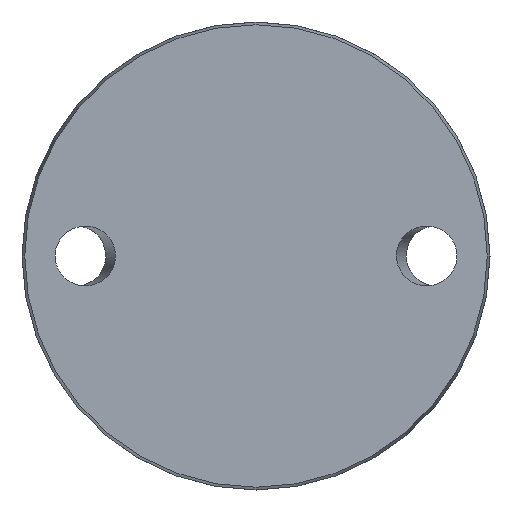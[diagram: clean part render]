
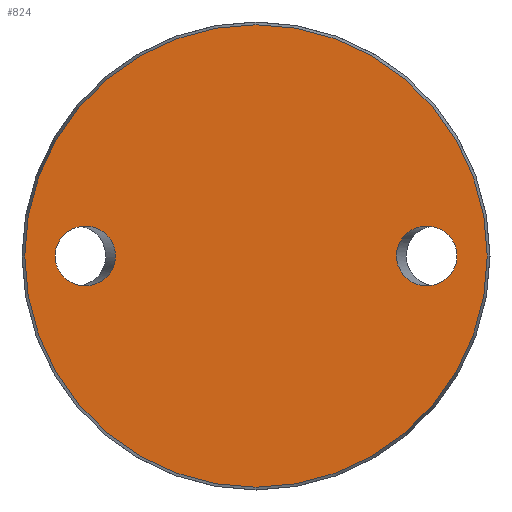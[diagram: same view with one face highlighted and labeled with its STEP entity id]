
A CAD part, front view. The second image highlights one B-rep face of the part: STEP entity #824.
In plain terms, the highlighted planar face has unit normal (0, -1, 0).
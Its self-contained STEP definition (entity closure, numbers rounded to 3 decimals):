
#2 = AXIS2_PLACEMENT_3D ( 'NONE', #46, #357, #980 ) ;
#39 = FACE_BOUND ( 'NONE', #181, .T. ) ;
#46 = CARTESIAN_POINT ( 'NONE',  ( -48.425, 0., 0. ) ) ;
#49 = CARTESIAN_POINT ( 'NONE',  ( -42.087, 0., 12.5 ) ) ;
#72 = CARTESIAN_POINT ( 'NONE',  ( 29.413, 0., 12.5 ) ) ;
#89 = VERTEX_POINT ( 'NONE', #834 ) ;
#117 = FACE_BOUND ( 'NONE', #650, .T. ) ;
#133 = DIRECTION ( 'NONE',  ( 0., -1., 0. ) ) ;
#161 = CARTESIAN_POINT ( 'NONE',  ( 29.413, 0., -12.5 ) ) ;
#179 = VERTEX_POINT ( 'NONE', #336 ) ;
#181 = EDGE_LOOP ( 'NONE', ( #296 ) ) ;
#198 = CARTESIAN_POINT ( 'NONE',  ( -42.087, 0., 0. ) ) ;
#210 = CARTESIAN_POINT ( 'NONE',  ( -29.413, 0., 12.5 ) ) ;
#211 = EDGE_CURVE ( 'NONE', #89, #89, #260, .T. ) ;
#260 = CIRCLE ( 'NONE', #816, 48.425 ) ;
#296 = ORIENTED_EDGE ( 'NONE', *, *, #933, .F. ) ;
#336 = CARTESIAN_POINT ( 'NONE',  ( 29.413, 0., 0. ) ) ;
#357 = DIRECTION ( 'NONE',  ( 0., 1., 0. ) ) ;
#367 = CARTESIAN_POINT ( 'NONE',  ( -29.413, 0., 0. ) ) ;
#402 = CARTESIAN_POINT ( 'NONE',  ( -42.087, 0., 0. ) ) ;
#434 = PLANE ( 'NONE',  #2 ) ;
#446 = CARTESIAN_POINT ( 'NONE',  ( 29.413, 0., 0. ) ) ;
#460 = ORIENTED_EDGE ( 'NONE', *, *, #211, .T. ) ;
#470 = CARTESIAN_POINT ( 'NONE',  ( 42.087, 0., 12.5 ) ) ;
#501 = DIRECTION ( 'NONE',  ( 0., 0., -1. ) ) ;
#533 = CARTESIAN_POINT ( 'NONE',  ( 29.413, 0., 0. ) ) ;
#650 = EDGE_LOOP ( 'NONE', ( #786 ) ) ;
#655 = CARTESIAN_POINT ( 'NONE',  ( 0., 0., 0. ) ) ;
#667 = CARTESIAN_POINT ( 'NONE',  ( -42.087, 0., -12.5 ) ) ;
#669 = EDGE_LOOP ( 'NONE', ( #460 ) ) ;
#712 = VERTEX_POINT ( 'NONE', #402 ) ;
#718 = EDGE_CURVE ( 'NONE', #712, #712, #758, .T. ) ;
#739 = CARTESIAN_POINT ( 'NONE',  ( -29.413, 0., -12.5 ) ) ;
#758 =( BOUNDED_CURVE ( )  B_SPLINE_CURVE ( 3, ( #198, #49, #210, #367, #739, #667, #799 ),
 .UNSPECIFIED., .T., .F. ) 
 B_SPLINE_CURVE_WITH_KNOTS ( ( 4, 3, 4 ),
 ( 0., 3.142, 6.283 ),
 .UNSPECIFIED. ) 
 CURVE ( )  GEOMETRIC_REPRESENTATION_ITEM ( )  RATIONAL_B_SPLINE_CURVE ( ( 1., 0.333, 0.333, 1., 0.333, 0.333, 1. ) ) 
 REPRESENTATION_ITEM ( '' )  );
#760 = CARTESIAN_POINT ( 'NONE',  ( 42.087, 0., -12.5 ) ) ;
#786 = ORIENTED_EDGE ( 'NONE', *, *, #718, .T. ) ;
#799 = CARTESIAN_POINT ( 'NONE',  ( -42.087, 0., 0. ) ) ;
#816 = AXIS2_PLACEMENT_3D ( 'NONE', #655, #133, #501 ) ;
#824 = ADVANCED_FACE ( 'NONE', ( #117, #39, #826 ), #434, .F. ) ;
#826 = FACE_OUTER_BOUND ( 'NONE', #669, .T. ) ;
#834 = CARTESIAN_POINT ( 'NONE',  ( 0., 0., -48.425 ) ) ;
#886 =( BOUNDED_CURVE ( )  B_SPLINE_CURVE ( 3, ( #446, #161, #760, #920, #470, #72, #533 ),
 .UNSPECIFIED., .T., .T. ) 
 B_SPLINE_CURVE_WITH_KNOTS ( ( 4, 3, 4 ),
 ( 0., 3.142, 6.283 ),
 .UNSPECIFIED. ) 
 CURVE ( )  GEOMETRIC_REPRESENTATION_ITEM ( )  RATIONAL_B_SPLINE_CURVE ( ( 1., 0.333, 0.333, 1., 0.333, 0.333, 1. ) ) 
 REPRESENTATION_ITEM ( '' )  );
#920 = CARTESIAN_POINT ( 'NONE',  ( 42.087, 0., 0. ) ) ;
#933 = EDGE_CURVE ( 'NONE', #179, #179, #886, .T. ) ;
#980 = DIRECTION ( 'NONE',  ( 0., 0., 1. ) ) ;
